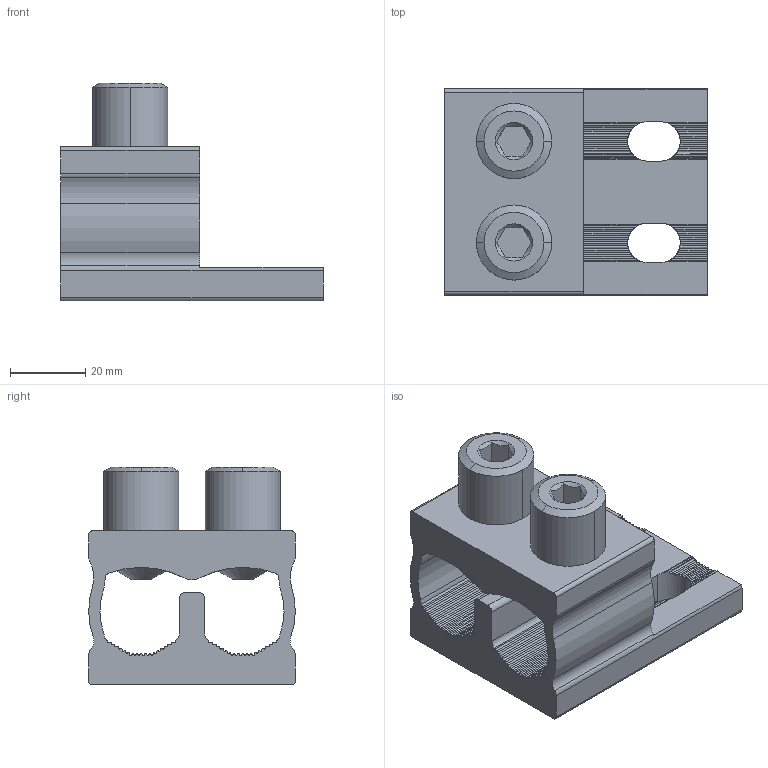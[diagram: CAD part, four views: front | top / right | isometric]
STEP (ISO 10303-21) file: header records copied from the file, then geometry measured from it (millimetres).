
FILE_DESCRIPTION(('Creo Elements/Direct Modeling STEP Export'),'2;1');
FILE_NAME('VC02-0152_OT_2x240_2xM10.stp','2025-08-19T14:06:10',(''),(''),'Creo Elements/Direct Modeling STEP processor for AP214 (Solid Model)','Creo Elements/Direct Modeling 20.6A 14-Oct-2023 (C) Parametric Technology GmbH','');
FILE_SCHEMA(('AUTOMOTIVE_DESIGN { 1 0 10303 214 1 1 1 1 }'));
Length unit declared in the file: millimetre
Products named in the file (2): VC02-0152_OT_2x240_2xM10
Assembly tree (1 placements, depth 2):
  VC02-0152_OT_2x240_2xM10
    VC02-0152_OT_2x240_2xM10
Bounding box: 70 x 55 x 58 mm (x, y, z)
Volume: 72394.1 mm3; surface area: 23512.9 mm2
Topology: 1 solids, 1 shells, 215 faces, 626 edges, 416 vertices
Faces by surface type: cylinder 151, plane 52, cone 12
Entity records: 7790 total; most frequent: CARTESIAN_POINT 2332, ORIENTED_EDGE 1252, DIRECTION 1038, EDGE_CURVE 626, VERTEX_POINT 416, AXIS2_PLACEMENT_3D 414, CIRCLE 250, EDGE_LOOP 224
